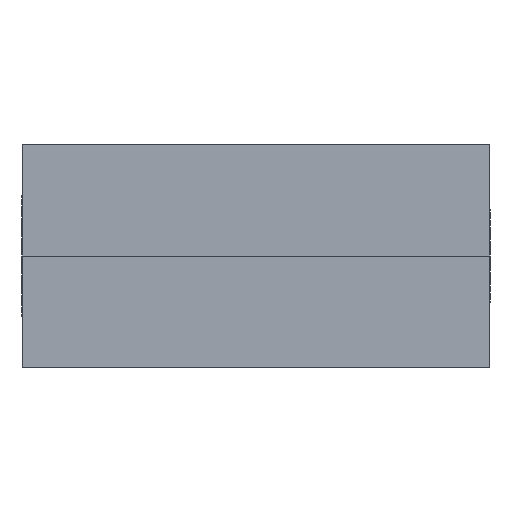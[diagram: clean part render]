
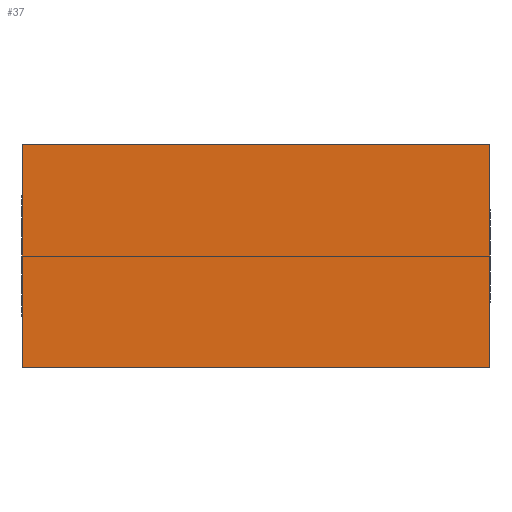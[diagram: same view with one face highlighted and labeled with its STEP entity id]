
A CAD part, left-side view. The second image highlights one B-rep face of the part: STEP entity #37.
In plain terms, the highlighted planar face has unit normal (-1, 0, 0).
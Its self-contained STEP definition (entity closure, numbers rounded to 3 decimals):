
#2 = DIRECTION ( 'NONE',  ( 0., 0., -1. ) ) ;
#10 = CARTESIAN_POINT ( 'NONE',  ( -245., 14., 5. ) ) ;
#37 = ADVANCED_FACE ( 'NONE', ( #707 ), #660, .F. ) ;
#39 = CARTESIAN_POINT ( 'NONE',  ( -245., -7., 5. ) ) ;
#43 = CARTESIAN_POINT ( 'NONE',  ( -245., -7., -5. ) ) ;
#70 = VERTEX_POINT ( 'NONE', #245 ) ;
#137 = DIRECTION ( 'NONE',  ( 0., -1., 0. ) ) ;
#150 = LINE ( 'NONE', #153, #160 ) ;
#153 = CARTESIAN_POINT ( 'NONE',  ( -245., -7., 5. ) ) ;
#160 = VECTOR ( 'NONE', #350, 1000. ) ;
#199 = LINE ( 'NONE', #473, #330 ) ;
#245 = CARTESIAN_POINT ( 'NONE',  ( -245., -7., 5. ) ) ;
#257 = VECTOR ( 'NONE', #869, 1000. ) ;
#262 = CARTESIAN_POINT ( 'NONE',  ( -245., -7., 5. ) ) ;
#267 = EDGE_CURVE ( 'NONE', #507, #391, #199, .T. ) ;
#289 = VECTOR ( 'NONE', #137, 1000. ) ;
#312 = DIRECTION ( 'NONE',  ( 1., 0., 0. ) ) ;
#330 = VECTOR ( 'NONE', #2, 1000. ) ;
#341 = EDGE_CURVE ( 'NONE', #70, #807, #150, .T. ) ;
#350 = DIRECTION ( 'NONE',  ( 0., 0., -1. ) ) ;
#387 = CARTESIAN_POINT ( 'NONE',  ( -245., -7., -5. ) ) ;
#391 = VERTEX_POINT ( 'NONE', #497 ) ;
#473 = CARTESIAN_POINT ( 'NONE',  ( -245., 14., 5. ) ) ;
#477 = ORIENTED_EDGE ( 'NONE', *, *, #857, .F. ) ;
#485 = ORIENTED_EDGE ( 'NONE', *, *, #267, .T. ) ;
#487 = AXIS2_PLACEMENT_3D ( 'NONE', #39, #312, #589 ) ;
#497 = CARTESIAN_POINT ( 'NONE',  ( -245., 14., -5. ) ) ;
#507 = VERTEX_POINT ( 'NONE', #10 ) ;
#540 = ORIENTED_EDGE ( 'NONE', *, *, #341, .F. ) ;
#589 = DIRECTION ( 'NONE',  ( 0., 0., -1. ) ) ;
#660 = PLANE ( 'NONE',  #487 ) ;
#707 = FACE_OUTER_BOUND ( 'NONE', #814, .T. ) ;
#743 = LINE ( 'NONE', #43, #257 ) ;
#781 = ORIENTED_EDGE ( 'NONE', *, *, #810, .T. ) ;
#807 = VERTEX_POINT ( 'NONE', #387 ) ;
#810 = EDGE_CURVE ( 'NONE', #391, #807, #743, .T. ) ;
#814 = EDGE_LOOP ( 'NONE', ( #781, #540, #477, #485 ) ) ;
#857 = EDGE_CURVE ( 'NONE', #507, #70, #876, .T. ) ;
#869 = DIRECTION ( 'NONE',  ( 0., -1., 0. ) ) ;
#876 = LINE ( 'NONE', #262, #289 ) ;
